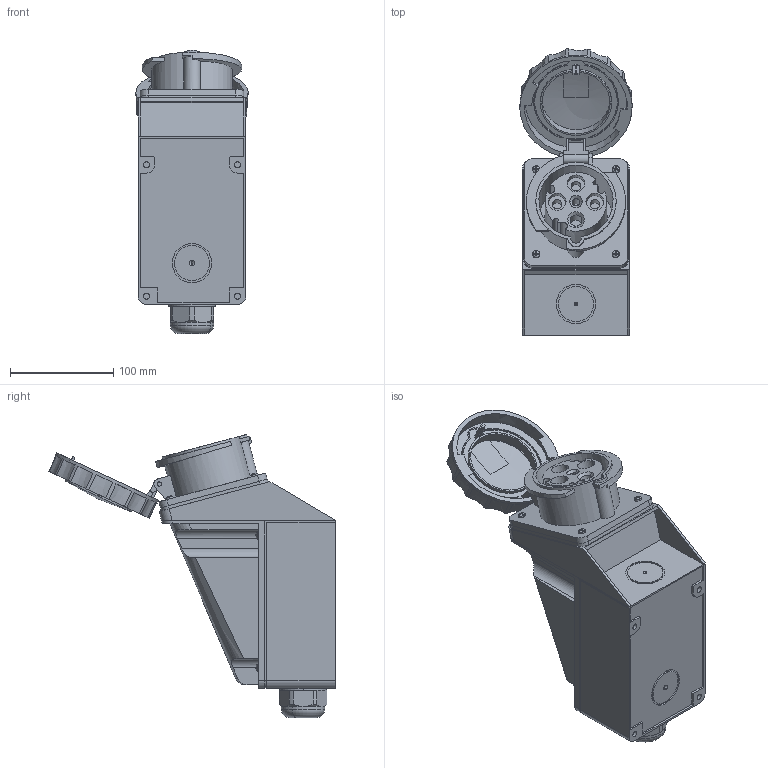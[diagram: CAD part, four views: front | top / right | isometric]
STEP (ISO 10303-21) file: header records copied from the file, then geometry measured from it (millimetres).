
FILE_DESCRIPTION((''),'2;1');
FILE_NAME('81182_3D-SIMPLIFIED_ASM','2023-03-24T09:15:32',('theo.robert.ext'),(''),'CREO PARAMETRIC BY PTC INC, 2018260','CREO PARAMETRIC BY PTC INC, 2018260','');
FILE_SCHEMA(('CONFIG_CONTROL_DESIGN'));
Length unit declared in the file: millimetre
Products named in the file (13): PRT0001; PRT0002; PRT0003; PRT0004; PRT0005; PRT0006; PRT0007; PRT0008; PRT0009; PRT0010; PRT0011; PRT0012; 81182_3D-SIMPLIFIED_ASM
Assembly tree (21 placements, depth 2):
  81182_3D-SIMPLIFIED_ASM
    PRT0001
    PRT0002
    PRT0003
    PRT0004
    PRT0005
    PRT0006
    PRT0007
    PRT0008
    PRT0009
    PRT0010
    PRT0011  x8
    PRT0012  x3
Bounding box: 108.55 x 276.9 x 273.87 mm (x, y, z)
Volume: 885396.9 mm3; surface area: 405336.6 mm2
Topology: 21 solids, 21 shells, 933 faces, 2592 edges, 1739 vertices
Faces by surface type: plane 522, cylinder 277, cone 91, sphere 26, torus 9, bspline 8
Entity records: 26001 total; most frequent: CARTESIAN_POINT 5939, DIRECTION 4195, ORIENTED_EDGE 4128, EDGE_CURVE 2064, AXIS2_PLACEMENT_3D 1535, VERTEX_POINT 1396, VECTOR 1125, LINE 1125
